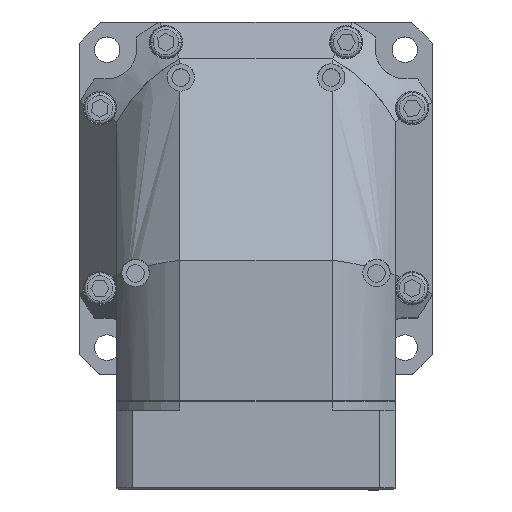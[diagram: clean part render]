
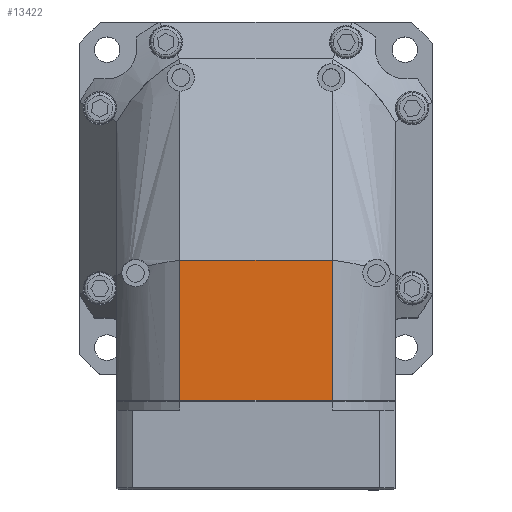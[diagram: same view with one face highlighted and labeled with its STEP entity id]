
A CAD part, top view. The second image highlights one B-rep face of the part: STEP entity #13422.
In plain terms, the highlighted face is planar.
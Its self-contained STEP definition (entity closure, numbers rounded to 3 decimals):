
#219 = LINE ( 'NONE', #9583, #16010 ) ;
#1757 = VECTOR ( 'NONE', #31388, 1000. ) ;
#3947 = EDGE_CURVE ( 'NONE', #22064, #20694, #26946, .T. ) ;
#4713 = ORIENTED_EDGE ( 'NONE', *, *, #31661, .F. ) ;
#5115 = DIRECTION ( 'NONE',  ( 0., 1., 0. ) ) ;
#5134 = CARTESIAN_POINT ( 'NONE',  ( 85.7, -86., 71. ) ) ;
#5300 = LINE ( 'NONE', #22704, #20957 ) ;
#7833 = VERTEX_POINT ( 'NONE', #31411 ) ;
#8122 = VERTEX_POINT ( 'NONE', #16286 ) ;
#8206 = ORIENTED_EDGE ( 'NONE', *, *, #18535, .T. ) ;
#9122 = DIRECTION ( 'NONE',  ( 1., 0., 0. ) ) ;
#9583 = CARTESIAN_POINT ( 'NONE',  ( 85.7, -88.5, 32.013 ) ) ;
#12576 = DIRECTION ( 'NONE',  ( 0., 1., 0. ) ) ;
#13422 = ADVANCED_FACE ( 'NONE', ( #20933 ), #32222, .T. ) ;
#15434 = EDGE_LOOP ( 'NONE', ( #19536, #21845, #4713, #8206 ) ) ;
#16010 = VECTOR ( 'NONE', #12576, 1000. ) ;
#16286 = CARTESIAN_POINT ( 'NONE',  ( 85.7, -86., 109.987 ) ) ;
#17092 = AXIS2_PLACEMENT_3D ( 'NONE', #26584, #9122, #29474 ) ;
#17368 = DIRECTION ( 'NONE',  ( 0., 0., 1. ) ) ;
#18535 = EDGE_CURVE ( 'NONE', #7833, #22064, #219, .T. ) ;
#18818 = EDGE_CURVE ( 'NONE', #8122, #20694, #5300, .T. ) ;
#19017 = CARTESIAN_POINT ( 'NONE',  ( 85.7, -14.468, 109.987 ) ) ;
#19299 = VECTOR ( 'NONE', #17368, 1000. ) ;
#19536 = ORIENTED_EDGE ( 'NONE', *, *, #3947, .T. ) ;
#20279 = CARTESIAN_POINT ( 'NONE',  ( 85.7, -14.468, 142. ) ) ;
#20694 = VERTEX_POINT ( 'NONE', #19017 ) ;
#20933 = FACE_OUTER_BOUND ( 'NONE', #15434, .T. ) ;
#20957 = VECTOR ( 'NONE', #5115, 1000. ) ;
#21845 = ORIENTED_EDGE ( 'NONE', *, *, #18818, .F. ) ;
#22064 = VERTEX_POINT ( 'NONE', #31285 ) ;
#22704 = CARTESIAN_POINT ( 'NONE',  ( 85.7, -88.5, 109.987 ) ) ;
#25203 = LINE ( 'NONE', #5134, #1757 ) ;
#26584 = CARTESIAN_POINT ( 'NONE',  ( 85.7, -88.5, 0. ) ) ;
#26946 = LINE ( 'NONE', #20279, #19299 ) ;
#29474 = DIRECTION ( 'NONE',  ( 0., 0., -1. ) ) ;
#31285 = CARTESIAN_POINT ( 'NONE',  ( 85.7, -14.468, 32.013 ) ) ;
#31388 = DIRECTION ( 'NONE',  ( 0., 0., 1. ) ) ;
#31411 = CARTESIAN_POINT ( 'NONE',  ( 85.7, -86., 32.013 ) ) ;
#31661 = EDGE_CURVE ( 'NONE', #7833, #8122, #25203, .T. ) ;
#32222 = PLANE ( 'NONE',  #17092 ) ;
